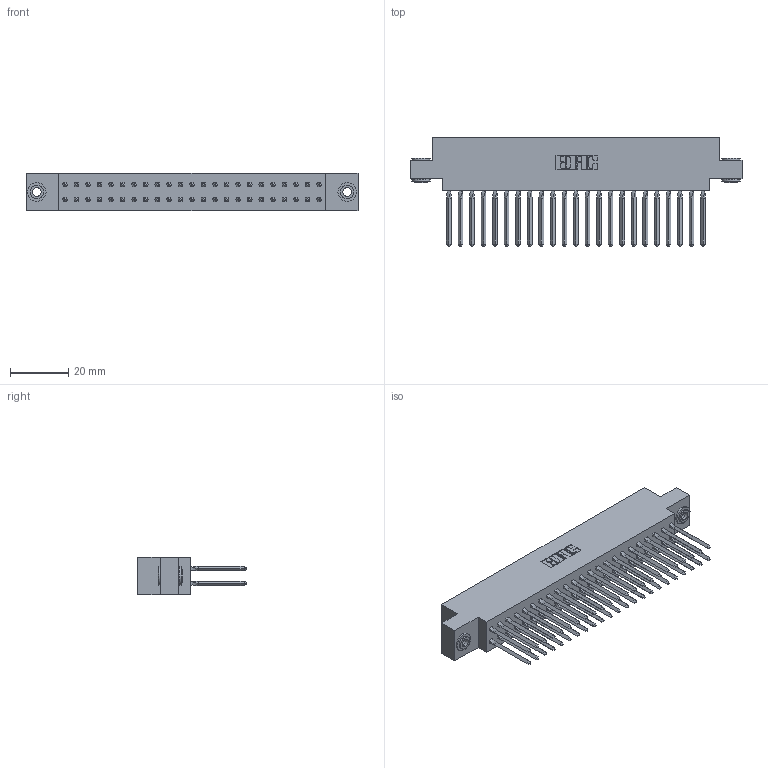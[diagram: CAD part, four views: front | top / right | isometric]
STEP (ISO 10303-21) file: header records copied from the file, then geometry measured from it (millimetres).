
FILE_DESCRIPTION (( 'STEP AP203' ), '1' );
FILE_NAME ('317-046-542-803.STEP', '2020-02-28T02:27:08', ( '' ), ( '' ), 'SwSTEP 2.0', 'SolidWorks 2016', '' );
FILE_SCHEMA (( 'CONFIG_CONTROL_DESIGN' ));
Length unit declared in the file: inch
Products named in the file (4): 317-290-003_542; 317-046-542-803; 345-250-002_345-250-002-102; 317 Part_.156 Dia - TH
Assembly tree (49 placements, depth 2):
  317-046-542-803
    317 Part_.156 Dia - TH
    317-290-003_542  x46
    345-250-002_345-250-002-102  x2
Bounding box: 113.84 x 37.34 x 12.7 mm (x, y, z)
Volume: 18060.3 mm3; surface area: 24721.1 mm2
Topology: 49 solids, 49 shells, 2762 faces, 7711 edges, 4922 vertices
Faces by surface type: plane 2184, cylinder 386, bspline 184, cone 8
Entity records: 35564 total; most frequent: CARTESIAN_POINT 6420, ORIENTED_EDGE 6076, DIRECTION 5184, EDGE_CURVE 3038, LINE 2844, VECTOR 2844, VERTEX_POINT 2018, AXIS2_PLACEMENT_3D 1170
